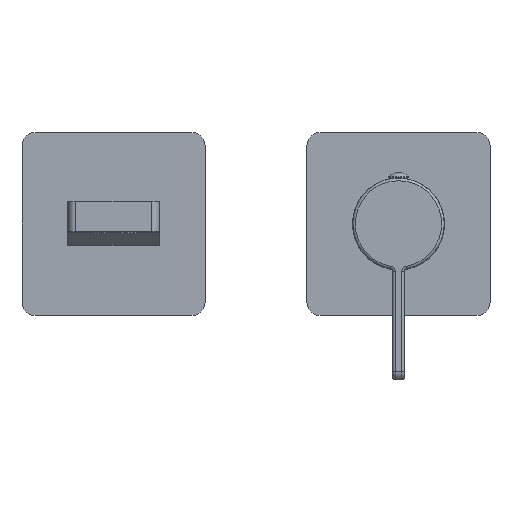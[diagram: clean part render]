
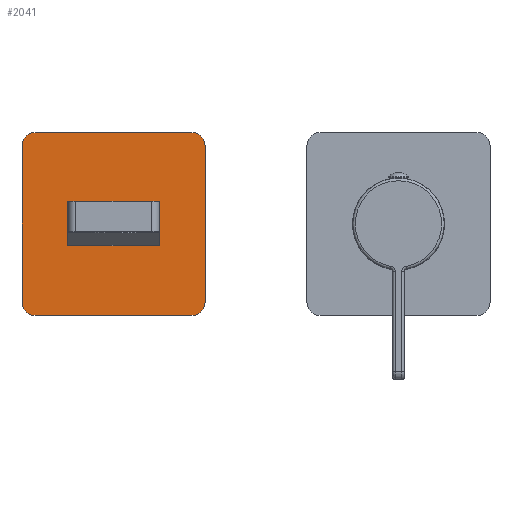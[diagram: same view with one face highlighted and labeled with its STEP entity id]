
A CAD part, top view. The second image highlights one B-rep face of the part: STEP entity #2041.
In plain terms, the highlighted planar face has unit normal (0, 0, 1).
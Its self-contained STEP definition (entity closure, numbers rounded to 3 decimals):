
#1700=CARTESIAN_POINT('',(-139.,-30.,52.));
#1701=DIRECTION('',(0.,0.,1.));
#1702=DIRECTION('',(-1.,0.,0.));
#1703=AXIS2_PLACEMENT_3D('',#1700,#1701,#1702);
#1705=DIRECTION('',(0.,-1.,0.));
#1706=VECTOR('',#1705,60.);
#1707=CARTESIAN_POINT('',(-144.,30.,52.));
#1708=LINE('',#1707,#1706);
#1709=CARTESIAN_POINT('',(-139.,30.,52.));
#1710=DIRECTION('',(0.,0.,1.));
#1711=DIRECTION('',(0.,1.,0.));
#1712=AXIS2_PLACEMENT_3D('',#1709,#1710,#1711);
#1714=DIRECTION('',(-1.,0.,0.));
#1715=VECTOR('',#1714,60.);
#1716=CARTESIAN_POINT('',(-79.,35.,52.));
#1717=LINE('',#1716,#1715);
#1718=CARTESIAN_POINT('',(-79.,30.,52.));
#1719=DIRECTION('',(0.,0.,1.));
#1720=DIRECTION('',(1.,0.,0.));
#1721=AXIS2_PLACEMENT_3D('',#1718,#1719,#1720);
#1723=DIRECTION('',(0.,1.,0.));
#1724=VECTOR('',#1723,60.);
#1725=CARTESIAN_POINT('',(-74.,-30.,52.));
#1726=LINE('',#1725,#1724);
#1727=CARTESIAN_POINT('',(-79.,-30.,52.));
#1728=DIRECTION('',(0.,0.,1.));
#1729=DIRECTION('',(0.,-1.,0.));
#1730=AXIS2_PLACEMENT_3D('',#1727,#1728,#1729);
#1732=DIRECTION('',(1.,0.,0.));
#1733=VECTOR('',#1732,60.);
#1734=CARTESIAN_POINT('',(-139.,-35.,52.));
#1735=LINE('',#1734,#1733);
#1736=DIRECTION('',(1.,0.,0.));
#1737=VECTOR('',#1736,35.);
#1738=CARTESIAN_POINT('',(-126.5,-8.25,52.));
#1739=LINE('',#1738,#1737);
#1740=DIRECTION('',(0.,1.,0.));
#1741=VECTOR('',#1740,16.5);
#1742=CARTESIAN_POINT('',(-91.5,-8.25,52.));
#1743=LINE('',#1742,#1741);
#1744=DIRECTION('',(1.,0.,0.));
#1745=VECTOR('',#1744,35.);
#1746=CARTESIAN_POINT('',(-126.5,8.25,52.));
#1747=LINE('',#1746,#1745);
#1748=DIRECTION('',(0.,1.,0.));
#1749=VECTOR('',#1748,16.5);
#1750=CARTESIAN_POINT('',(-126.5,-8.25,52.));
#1751=LINE('',#1750,#1749);
#1914=CARTESIAN_POINT('',(-144.,-30.,52.));
#1915=VERTEX_POINT('',#1914);
#1916=CARTESIAN_POINT('',(-139.,-35.,52.));
#1917=VERTEX_POINT('',#1916);
#1922=CARTESIAN_POINT('',(-79.,-35.,52.));
#1923=VERTEX_POINT('',#1922);
#1924=CARTESIAN_POINT('',(-74.,-30.,52.));
#1925=VERTEX_POINT('',#1924);
#1930=CARTESIAN_POINT('',(-74.,30.,52.));
#1931=VERTEX_POINT('',#1930);
#1932=CARTESIAN_POINT('',(-79.,35.,52.));
#1933=VERTEX_POINT('',#1932);
#1938=CARTESIAN_POINT('',(-139.,35.,52.));
#1939=VERTEX_POINT('',#1938);
#1940=CARTESIAN_POINT('',(-144.,30.,52.));
#1941=VERTEX_POINT('',#1940);
#1966=CARTESIAN_POINT('',(-126.5,-8.25,52.));
#1967=CARTESIAN_POINT('',(-91.5,-8.25,52.));
#1968=VERTEX_POINT('',#1966);
#1969=VERTEX_POINT('',#1967);
#1970=CARTESIAN_POINT('',(-126.5,8.25,52.));
#1971=CARTESIAN_POINT('',(-91.5,8.25,52.));
#1972=VERTEX_POINT('',#1970);
#1973=VERTEX_POINT('',#1971);
#2009=CARTESIAN_POINT('',(-109.,0.,52.));
#2010=DIRECTION('',(0.,0.,1.));
#2011=DIRECTION('',(-1.,0.,0.));
#2012=AXIS2_PLACEMENT_3D('',#2009,#2010,#2011);
#2013=PLANE('',#2012);
#2015=ORIENTED_EDGE('',*,*,#2014,.F.);
#2017=ORIENTED_EDGE('',*,*,#2016,.F.);
#2019=ORIENTED_EDGE('',*,*,#2018,.F.);
#2021=ORIENTED_EDGE('',*,*,#2020,.F.);
#2023=ORIENTED_EDGE('',*,*,#2022,.F.);
#2025=ORIENTED_EDGE('',*,*,#2024,.F.);
#2027=ORIENTED_EDGE('',*,*,#2026,.F.);
#2029=ORIENTED_EDGE('',*,*,#2028,.F.);
#2030=EDGE_LOOP('',(#2015,#2017,#2019,#2021,#2023,#2025,#2027,#2029));
#2031=FACE_OUTER_BOUND('',#2030,.F.);
#2033=ORIENTED_EDGE('',*,*,#2032,.T.);
#2035=ORIENTED_EDGE('',*,*,#2034,.T.);
#2036=ORIENTED_EDGE('',*,*,#1987,.F.);
#2038=ORIENTED_EDGE('',*,*,#2037,.F.);
#2039=EDGE_LOOP('',(#2033,#2035,#2036,#2038));
#2040=FACE_BOUND('',#2039,.F.);
#2041=ADVANCED_FACE('',(#2031,#2040),#2013,.T.);
#1704=CIRCLE('',#1703,5.);
#1713=CIRCLE('',#1712,5.);
#1722=CIRCLE('',#1721,5.);
#1731=CIRCLE('',#1730,5.);
#1987=EDGE_CURVE('',#1972,#1973,#1747,.T.);
#2014=EDGE_CURVE('',#1915,#1917,#1704,.T.);
#2016=EDGE_CURVE('',#1941,#1915,#1708,.T.);
#2018=EDGE_CURVE('',#1939,#1941,#1713,.T.);
#2020=EDGE_CURVE('',#1933,#1939,#1717,.T.);
#2022=EDGE_CURVE('',#1931,#1933,#1722,.T.);
#2024=EDGE_CURVE('',#1925,#1931,#1726,.T.);
#2026=EDGE_CURVE('',#1923,#1925,#1731,.T.);
#2028=EDGE_CURVE('',#1917,#1923,#1735,.T.);
#2032=EDGE_CURVE('',#1968,#1969,#1739,.T.);
#2034=EDGE_CURVE('',#1969,#1973,#1743,.T.);
#2037=EDGE_CURVE('',#1968,#1972,#1751,.T.);
